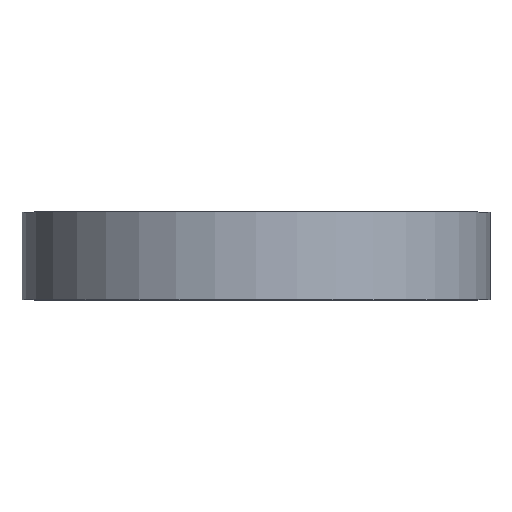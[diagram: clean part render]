
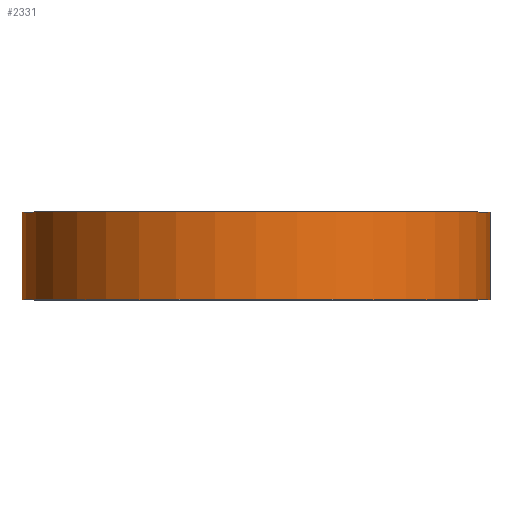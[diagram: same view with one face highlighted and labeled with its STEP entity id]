
A CAD part, top view. The second image highlights one B-rep face of the part: STEP entity #2331.
In plain terms, the highlighted cylindrical face has radius 40 mm (diameter 80 mm), a full revolution.
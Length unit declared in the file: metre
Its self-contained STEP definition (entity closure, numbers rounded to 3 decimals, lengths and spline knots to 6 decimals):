
#352=CIRCLE('',#2349,0.04);
#393=CIRCLE('',#2393,0.04);
#1176=ORIENTED_EDGE('',*,*,#1310,.F.);
#1177=ORIENTED_EDGE('',*,*,#1182,.T.);
#1182=EDGE_CURVE('',#1556,#1556,#352,.T.);
#1310=EDGE_CURVE('',#1681,#1681,#393,.T.);
#1556=VERTEX_POINT('',#2923);
#1681=VERTEX_POINT('',#3422);
#1992=EDGE_LOOP('',(#1176));
#1993=EDGE_LOOP('',(#1177));
#2136=FACE_BOUND('',#1992,.T.);
#2137=FACE_BOUND('',#1993,.T.);
#2204=CYLINDRICAL_SURFACE('',#2524,0.04);
#2331=ADVANCED_FACE('',(#2136,#2137),#2204,.T.);
#2349=AXIS2_PLACEMENT_3D('',#2922,#2537,#2538);
#2393=AXIS2_PLACEMENT_3D('',#3421,#2631,#2632);
#2524=AXIS2_PLACEMENT_3D('',#6416,#2909,#2910);
#2537=DIRECTION('',(0.,1.,0.));
#2538=DIRECTION('',(-1.,0.,0.));
#2631=DIRECTION('',(0.,1.,0.));
#2632=DIRECTION('',(-1.,0.,0.));
#2909=DIRECTION('',(0.,-1.,0.));
#2910=DIRECTION('',(-1.,0.,0.));
#2922=CARTESIAN_POINT('',(0.,-0.015,0.));
#2923=CARTESIAN_POINT('',(-0.04,-0.015,0.));
#3421=CARTESIAN_POINT('',(0.,0.,0.));
#3422=CARTESIAN_POINT('',(-0.04,0.,0.));
#6416=CARTESIAN_POINT('',(0.,0.,0.));
